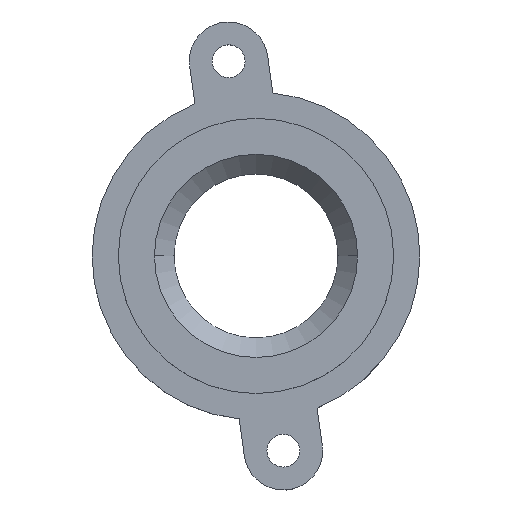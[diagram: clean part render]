
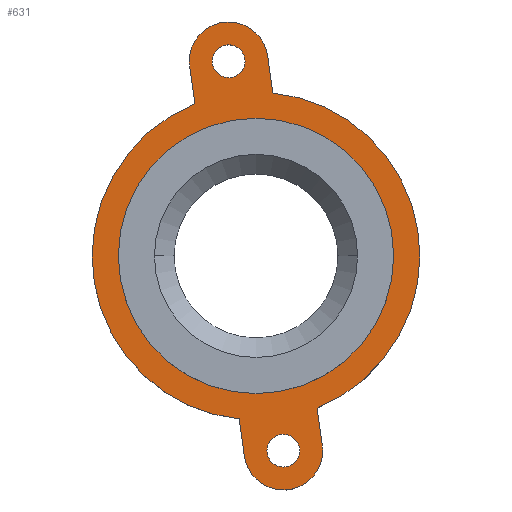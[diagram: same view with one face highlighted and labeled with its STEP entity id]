
A CAD part, top view. The second image highlights one B-rep face of the part: STEP entity #631.
In plain terms, the highlighted planar face has unit normal (0, 0, 1).
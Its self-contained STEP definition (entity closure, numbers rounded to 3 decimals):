
#97=CARTESIAN_POINT('POINT7',(-4.2,0.,1.));
#98=VERTEX_POINT('VERTEX7',#97);
#106=CARTESIAN_POINT('POINT8',(4.2,0.,1.));
#107=VERTEX_POINT('VERTEX8',#106);
#114=CARTESIAN_POINT('POS14',(0.,0.,1.));
#115=DIRECTION('DIR23',(0.,0.,1.));
#116=DIRECTION('DIR24',(1.,0.,0.));
#117=AXIS2_PLACEMENT_3D('AXIS10',#114,#115,#116);
#118=CIRCLE('ELLIPSE7',#117,4.2);
#119=EDGE_CURVE('EDGE11',#107,#98,#118,.T.);
#132=CARTESIAN_POINT('POS16',(0.,0.,1.));
#133=DIRECTION('DIR27',(0.,0.,1.));
#134=DIRECTION('DIR28',(-1.,0.,0.));
#135=AXIS2_PLACEMENT_3D('AXIS12',#132,#133,#134);
#136=CIRCLE('ELLIPSE8',#135,4.2);
#137=EDGE_CURVE('EDGE12',#98,#107,#136,.T.);
#147=CARTESIAN_POINT('POINT9',(1.335,
   -5.942,1.));
#148=VERTEX_POINT('VERTEX9',#147);
#157=CARTESIAN_POINT('POINT11',(0.335,
   -5.942,1.));
#158=VERTEX_POINT('VERTEX11',#157);
#159=CARTESIAN_POINT('POS19',(0.835,
   -5.942,1.));
#160=DIRECTION('DIR32',(0.,0.,-1.));
#161=DIRECTION('DIR33',(-1.,0.,0.));
#162=AXIS2_PLACEMENT_3D('AXIS14',#159,#160,#161);
#163=CIRCLE('ELLIPSE9',#162,0.5);
#164=EDGE_CURVE('EDGE14',#158,#148,#163,.T.);
#190=CARTESIAN_POINT('POS23',(0.835,
   -5.942,1.));
#191=DIRECTION('DIR39',(0.,0.,-1.));
#192=DIRECTION('DIR40',(1.,0.,0.));
#193=AXIS2_PLACEMENT_3D('AXIS17',#190,#191,#192);
#194=CIRCLE('ELLIPSE11',#193,0.5);
#195=EDGE_CURVE('EDGE17',#148,#158,#194,.T.);
#213=CARTESIAN_POINT('POINT13',(-0.335,
   5.942,1.));
#214=VERTEX_POINT('VERTEX13',#213);
#223=CARTESIAN_POINT('POINT15',(-1.335,
   5.942,1.));
#224=VERTEX_POINT('VERTEX15',#223);
#225=CARTESIAN_POINT('POS27',(-0.835,
   5.942,1.));
#226=DIRECTION('DIR46',(0.,0.,-1.));
#227=DIRECTION('DIR47',(-1.,0.,0.));
#228=AXIS2_PLACEMENT_3D('AXIS20',#225,#226,#227);
#229=CIRCLE('ELLIPSE13',#228,0.5);
#230=EDGE_CURVE('EDGE20',#224,#214,#229,.T.);
#256=CARTESIAN_POINT('POS31',(-0.835,
   5.942,1.));
#257=DIRECTION('DIR53',(0.,0.,-1.));
#258=DIRECTION('DIR54',(1.,0.,0.));
#259=AXIS2_PLACEMENT_3D('AXIS23',#256,#257,#258);
#260=CIRCLE('ELLIPSE15',#259,0.5);
#261=EDGE_CURVE('EDGE23',#214,#224,#260,.T.);
#329=CARTESIAN_POINT('POINT19',(-2.035,
   5.942,1.));
#330=VERTEX_POINT('VERTEX19',#329);
#339=CARTESIAN_POINT('POINT21',(0.353,
   6.109,1.));
#340=VERTEX_POINT('VERTEX21',#339);
#341=CARTESIAN_POINT('POS41',(-0.835,
   5.942,1.));
#342=DIRECTION('DIR70',(0.,0.,1.));
#343=DIRECTION('DIR71',(0.99,0.139,
   0.));
#344=AXIS2_PLACEMENT_3D('AXIS30',#341,#342,#343);
#345=CIRCLE('ELLIPSE19',#344,1.2);
#346=EDGE_CURVE('EDGE30',#340,#330,#345,.T.);
#376=CARTESIAN_POINT('POINT24',(-2.023,
   5.775,1.));
#377=VERTEX_POINT('VERTEX24',#376);
#384=EDGE_CURVE('EDGE35',#330,#377,#345,.T.);
#391=CARTESIAN_POINT('POINT26',(-1.864,
   4.64,1.));
#392=VERTEX_POINT('VERTEX26',#391);
#399=CARTESIAN_POINT('POS47',(-2.023,
   5.775,1.));
#400=DIRECTION('DIR79',(0.139,-0.99,
   0.));
#401=VECTOR('VEC15',#400,1.);
#402=LINE('STRAIGHT15',#399,#401);
#403=EDGE_CURVE('EDGE37',#377,#392,#402,.T.);
#420=CARTESIAN_POINT('POINT27',(-5.,0.,1.
   ));
#421=VERTEX_POINT('VERTEX27',#420);
#430=CARTESIAN_POINT('POS51',(0.,
   0.,1.));
#431=DIRECTION('DIR84',(0.,0.,1.));
#432=DIRECTION('DIR85',(-0.373,0.928,
   0.));
#433=AXIS2_PLACEMENT_3D('AXIS34',#430,#431,#432);
#434=CIRCLE('ELLIPSE21',#433,5.);
#435=EDGE_CURVE('EDGE40',#392,#421,#434,.T.);
#458=CARTESIAN_POINT('POINT30',(-0.513,
   -4.974,1.));
#459=VERTEX_POINT('VERTEX30',#458);
#466=EDGE_CURVE('EDGE44',#421,#459,#434,.T.);
#473=CARTESIAN_POINT('POINT32',(-0.353,
   -6.109,1.));
#474=VERTEX_POINT('VERTEX32',#473);
#481=CARTESIAN_POINT('POS56',(-0.513,
   -4.974,1.));
#482=DIRECTION('DIR92',(0.139,-0.99,
   0.));
#483=VECTOR('VEC20',#482,1.);
#484=LINE('STRAIGHT20',#481,#483);
#485=EDGE_CURVE('EDGE46',#459,#474,#484,.T.);
#504=CARTESIAN_POINT('POINT34',(2.035,
   -5.942,1.));
#505=VERTEX_POINT('VERTEX34',#504);
#512=CARTESIAN_POINT('POS60',(0.835,
   -5.942,1.));
#513=DIRECTION('DIR97',(0.,0.,1.));
#514=DIRECTION('DIR98',(-0.99,-0.139,
   0.));
#515=AXIS2_PLACEMENT_3D('AXIS38',#512,#513,#514);
#516=CIRCLE('ELLIPSE23',#515,1.2);
#517=EDGE_CURVE('EDGE49',#474,#505,#516,.T.);
#540=CARTESIAN_POINT('POINT36',(2.023,
   -5.775,1.));
#541=VERTEX_POINT('VERTEX36',#540);
#548=EDGE_CURVE('EDGE53',#505,#541,#516,.T.);
#555=CARTESIAN_POINT('POINT38',(1.864,
   -4.64,1.));
#556=VERTEX_POINT('VERTEX38',#555);
#563=CARTESIAN_POINT('POS65',(2.023,
   -5.775,1.));
#564=DIRECTION('DIR105',(-0.139,0.99,
   0.));
#565=VECTOR('VEC25',#564,1.);
#566=LINE('STRAIGHT25',#563,#565);
#567=EDGE_CURVE('EDGE55',#541,#556,#566,.T.);
#584=ORIENTED_EDGE('COEDGE81',*,*,#403,.T.);
#585=ORIENTED_EDGE('COEDGE82',*,*,#435,.T.);
#586=ORIENTED_EDGE('COEDGE83',*,*,#466,.T.);
#587=ORIENTED_EDGE('COEDGE84',*,*,#485,.T.);
#588=ORIENTED_EDGE('COEDGE85',*,*,#517,.T.);
#589=ORIENTED_EDGE('COEDGE86',*,*,#548,.T.);
#590=ORIENTED_EDGE('COEDGE87',*,*,#567,.T.);
#591=CARTESIAN_POINT('POINT39',(5.,0.,1.
   ));
#592=VERTEX_POINT('VERTEX39',#591);
#593=CARTESIAN_POINT('POS68',(0.,
   0.,1.));
#594=DIRECTION('DIR109',(0.,0.,1.));
#595=DIRECTION('DIR110',(0.373,-0.928,
   0.));
#596=AXIS2_PLACEMENT_3D('AXIS42',#593,#594,#595);
#597=CIRCLE('ELLIPSE25',#596,5.);
#598=EDGE_CURVE('EDGE57',#556,#592,#597,.T.);
#599=ORIENTED_EDGE('COEDGE88',*,*,#598,.T.);
#600=CARTESIAN_POINT('POINT40',(0.513,
   4.974,1.));
#601=VERTEX_POINT('VERTEX40',#600);
#602=EDGE_CURVE('EDGE58',#592,#601,#597,.T.);
#603=ORIENTED_EDGE('COEDGE89',*,*,#602,.T.);
#604=CARTESIAN_POINT('POS69',(0.513,4.974
   ,1.));
#605=DIRECTION('DIR111',(-0.139,0.99,
   0.));
#606=VECTOR('VEC27',#605,1.);
#607=LINE('STRAIGHT27',#604,#606);
#608=EDGE_CURVE('EDGE59',#601,#340,#607,.T.);
#609=ORIENTED_EDGE('COEDGE90',*,*,#608,.T.);
#610=ORIENTED_EDGE('COEDGE91',*,*,#346,.T.);
#611=ORIENTED_EDGE('COEDGE92',*,*,#384,.T.);
#612=EDGE_LOOP('NONE',(#584,#585,#586,#587,#588,#589,#590,#599,#603,#609
   ,#610,#611));
#613=FACE_BOUND('LOOP1',#612,.T.);
#614=ORIENTED_EDGE('COEDGE93',*,*,#137,.F.);
#615=ORIENTED_EDGE('COEDGE94',*,*,#119,.F.);
#616=EDGE_LOOP('NONE',(#614,#615));
#617=FACE_BOUND('LOOP1',#616,.T.);
#618=ORIENTED_EDGE('COEDGE95',*,*,#261,.T.);
#619=ORIENTED_EDGE('COEDGE96',*,*,#230,.T.);
#620=EDGE_LOOP('NONE',(#618,#619));
#621=FACE_BOUND('LOOP1',#620,.T.);
#622=ORIENTED_EDGE('COEDGE97',*,*,#195,.T.);
#623=ORIENTED_EDGE('COEDGE98',*,*,#164,.T.);
#624=EDGE_LOOP('NONE',(#622,#623));
#625=FACE_BOUND('LOOP1',#624,.T.);
#626=CARTESIAN_POINT('POS70',(0.,0.,1.));
#627=DIRECTION('DIR112',(0.,0.,1.));
#628=DIRECTION('DIR113',(1.,0.,0.));
#629=AXIS2_PLACEMENT_3D('AXIS43',#626,#627,#628);
#630=PLANE('PLANE5',#629);
#631=ADVANCED_FACE('FACE21',(#613,#617,#621,#625),#630,.T.);
